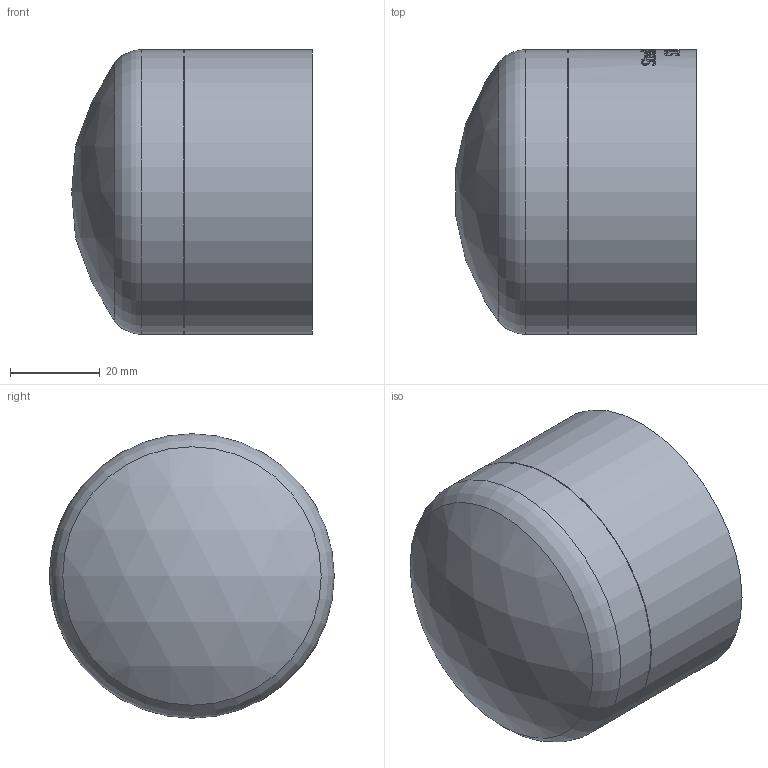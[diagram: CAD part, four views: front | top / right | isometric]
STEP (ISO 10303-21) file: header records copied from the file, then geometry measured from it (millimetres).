
FILE_DESCRIPTION(/* description */ (''),/* implementation_level */ '2;1');
FILE_NAME(/* name */ 'S16W-25.stp',/* time_stamp */ '2018-11-26T10:16:40-05:00',/* author */ ('rick'),/* organization */ (''),/* preprocessor_version */ 'ST-DEVELOPER v15.2',/* originating_system */ 'Autodesk Inventor 2014',/* authorisation */ '');
FILE_SCHEMA (('AUTOMOTIVE_DESIGN { 1 0 10303 214 3 1 1 }'));
Length unit declared in the file: inch
Products named in the file (1): S16W-25
Bounding box: 53.69 x 63.5 x 63.5 mm (x, y, z)
Volume: 18796.3 mm3; surface area: 23217.3 mm2
Topology: 1 solids, 1 shells, 353 faces, 947 edges, 630 vertices
Faces by surface type: bspline 179, plane 133, cylinder 35, torus 4, sphere 2
Full cylindrical faces by diameter (mm): 60.198 x2, 63.5 x2
Entity records: 14281 total; most frequent: CARTESIAN_POINT 6475, ORIENTED_EDGE 1878, DIRECTION 1095, EDGE_CURVE 939, VERTEX_POINT 630, LINE 417, VECTOR 417, EDGE_LOOP 395
